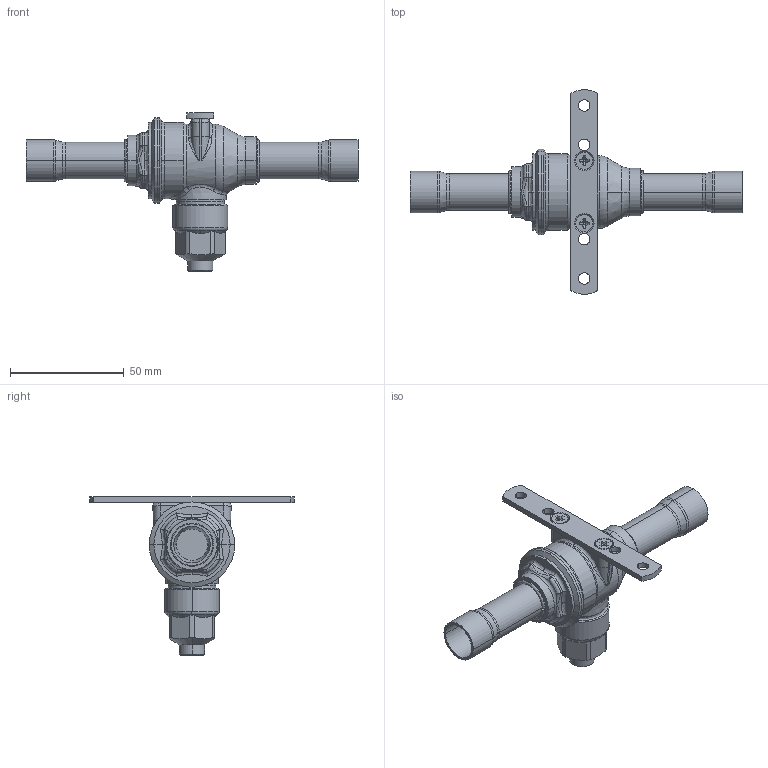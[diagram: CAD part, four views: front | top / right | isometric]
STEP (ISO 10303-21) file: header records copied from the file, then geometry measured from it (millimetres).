
FILE_DESCRIPTION((''),'2;1');
FILE_NAME('601017930_ASM','2021-01-28T12:03:51',('CemalhanGurpinar'),(''),'CREO PARAMETRIC BY PTC INC, 2018400','CREO PARAMETRIC BY PTC INC, 2018400','');
FILE_SCHEMA(('CONFIG_CONTROL_DESIGN'));
Length unit declared in the file: millimetre
Products named in the file (12): 610607541; 612502051; 610617001; 610621573_ASM; 610601211; 610621431_ASM; 602399227_ASM; 610601313; 612212009; 112222059; 602299539_ASM; 601017930_ASM
Assembly tree (14 placements, depth 4):
  601017930_ASM
    602399227_ASM
      610621573_ASM
        610607541
        612502051
        610617001
      610621431_ASM
        610601211
        612502051
        610617001
    610601313
    602299539_ASM
      612212009
      112222059  x2
Bounding box: 145.9 x 89.93 x 69.6 mm (x, y, z)
Volume: 69344.8 mm3; surface area: 29101.6 mm2
Topology: 10 solids, 16 shells, 339 faces, 827 edges, 520 vertices
Faces by surface type: cylinder 115, plane 74, bspline 68, cone 49, torus 33
Entity records: 13618 total; most frequent: CARTESIAN_POINT 6782, ORIENTED_EDGE 1388, DIRECTION 1370, EDGE_CURVE 705, AXIS2_PLACEMENT_3D 568, VERTEX_POINT 446, EDGE_LOOP 317, CIRCLE 292
